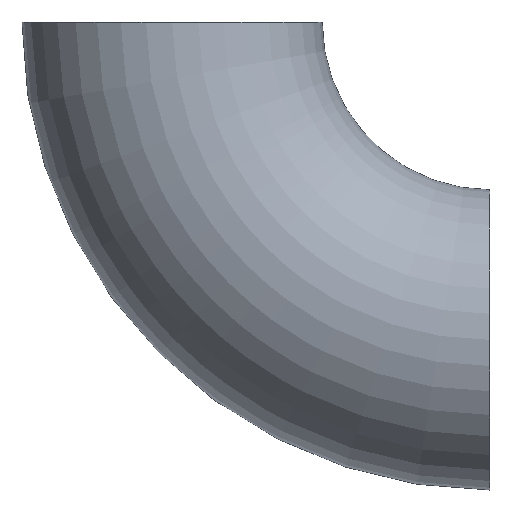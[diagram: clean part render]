
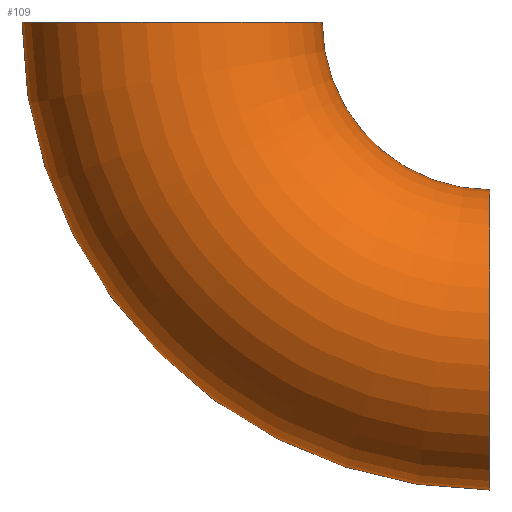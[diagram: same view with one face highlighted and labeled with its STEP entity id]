
A CAD part, front view. The second image highlights one B-rep face of the part: STEP entity #109.
In plain terms, the highlighted toroidal (fillet/blend) face has major radius 90 mm and minor radius 42.5 mm.
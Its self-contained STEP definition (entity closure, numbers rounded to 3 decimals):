
#2 = VERTEX_POINT ( 'NONE', #137 ) ;
#11 = CARTESIAN_POINT ( 'NONE',  ( 0., 0., 0. ) ) ;
#14 = CIRCLE ( 'NONE', #88, 42.5 ) ;
#19 = CIRCLE ( 'NONE', #116, 47.5 ) ;
#20 = EDGE_LOOP ( 'NONE', ( #175, #97, #21, #152 ) ) ;
#21 = ORIENTED_EDGE ( 'NONE', *, *, #129, .T. ) ;
#22 = VERTEX_POINT ( 'NONE', #166 ) ;
#28 = DIRECTION ( 'NONE',  ( 0., 1., 0. ) ) ;
#35 = TOROIDAL_SURFACE ( 'NONE', #197, 90., 42.5 ) ;
#38 = CIRCLE ( 'NONE', #80, 132.5 ) ;
#49 = DIRECTION ( 'NONE',  ( 0., 0., 1. ) ) ;
#74 = VERTEX_POINT ( 'NONE', #184 ) ;
#80 = AXIS2_PLACEMENT_3D ( 'NONE', #204, #203, #100 ) ;
#88 = AXIS2_PLACEMENT_3D ( 'NONE', #248, #168, #249 ) ;
#92 = EDGE_CURVE ( 'NONE', #191, #2, #192, .T. ) ;
#97 = ORIENTED_EDGE ( 'NONE', *, *, #92, .T. ) ;
#100 = DIRECTION ( 'NONE',  ( 0., 0., 1. ) ) ;
#102 = AXIS2_PLACEMENT_3D ( 'NONE', #200, #228, #205 ) ;
#109 = ADVANCED_FACE ( 'NONE', ( #165 ), #35, .T. ) ;
#116 = AXIS2_PLACEMENT_3D ( 'NONE', #143, #123, #49 ) ;
#123 = DIRECTION ( 'NONE',  ( 0., 1., 0. ) ) ;
#129 = EDGE_CURVE ( 'NONE', #2, #74, #19, .T. ) ;
#137 = CARTESIAN_POINT ( 'NONE',  ( 0., 0., -47.5 ) ) ;
#140 = EDGE_CURVE ( 'NONE', #191, #22, #38, .T. ) ;
#143 = CARTESIAN_POINT ( 'NONE',  ( 0., 0., 0. ) ) ;
#152 = ORIENTED_EDGE ( 'NONE', *, *, #235, .F. ) ;
#165 = FACE_OUTER_BOUND ( 'NONE', #20, .T. ) ;
#166 = CARTESIAN_POINT ( 'NONE',  ( -132.5, 0., 0. ) ) ;
#168 = DIRECTION ( 'NONE',  ( 0., 0., 1. ) ) ;
#175 = ORIENTED_EDGE ( 'NONE', *, *, #140, .F. ) ;
#184 = CARTESIAN_POINT ( 'NONE',  ( -47.5, 0., 0. ) ) ;
#191 = VERTEX_POINT ( 'NONE', #253 ) ;
#192 = CIRCLE ( 'NONE', #102, 42.5 ) ;
#197 = AXIS2_PLACEMENT_3D ( 'NONE', #11, #28, #226 ) ;
#200 = CARTESIAN_POINT ( 'NONE',  ( 0., 0., -90. ) ) ;
#203 = DIRECTION ( 'NONE',  ( 0., 1., 0. ) ) ;
#204 = CARTESIAN_POINT ( 'NONE',  ( 0., 0., 0. ) ) ;
#205 = DIRECTION ( 'NONE',  ( 0., 0., 1. ) ) ;
#226 = DIRECTION ( 'NONE',  ( 0., 0., 1. ) ) ;
#228 = DIRECTION ( 'NONE',  ( -1., 0., 0. ) ) ;
#235 = EDGE_CURVE ( 'NONE', #22, #74, #14, .T. ) ;
#248 = CARTESIAN_POINT ( 'NONE',  ( -90., 0., 0. ) ) ;
#249 = DIRECTION ( 'NONE',  ( 1., 0., 0. ) ) ;
#253 = CARTESIAN_POINT ( 'NONE',  ( 0., 0., -132.5 ) ) ;
